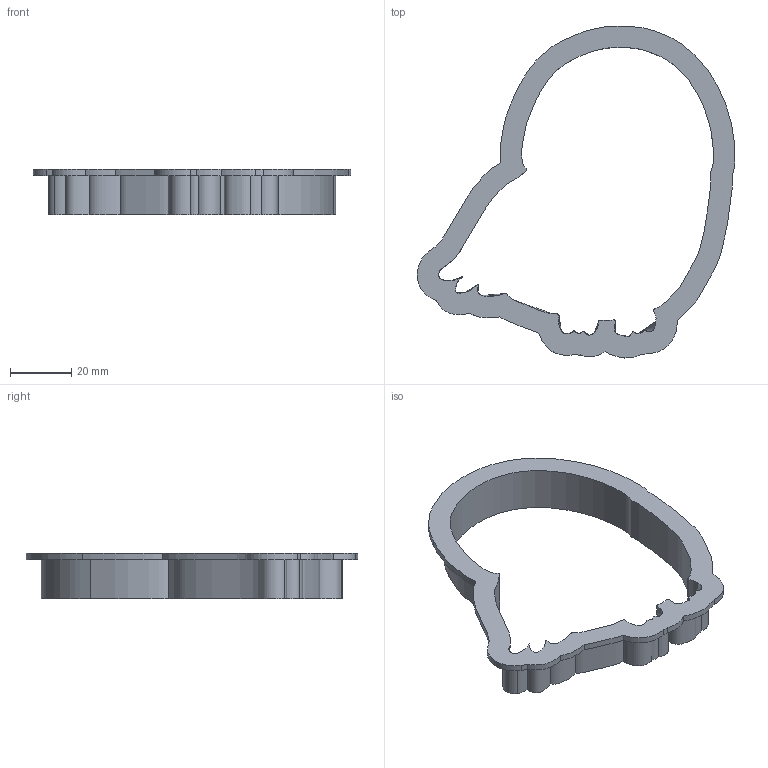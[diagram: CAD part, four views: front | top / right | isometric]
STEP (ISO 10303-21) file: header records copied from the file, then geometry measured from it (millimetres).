
FILE_DESCRIPTION(/* description */ ('STEP AP242','CAx-IF Rec.Pracs.---Representation and Presentation of Product Manufacturing Information (PMI)---4.0---2014-10-13','CAx-IF Rec.Pracs.---3D Tessellated Geometry---0.4---2014-09-14','2;1'),/* implementation_level */ '2;1');
FILE_NAME(/* name */ '683d2e3209687d4e84f06574',/* time_stamp */ '2025-06-02T04:53:07Z',/* author */ (''),/* organization */ (''),/* preprocessor_version */ 'ST-DEVELOPER v20',/* originating_system */ 'ONSHAPE BY PTC INC, 1.198',/* authorisation */ ' ');
FILE_SCHEMA (('AP242_MANAGED_MODEL_BASED_3D_ENGINEERING_MIM_LF { 1 0 10303 442 1 1 4 }'));
Length unit declared in the file: metre
Products named in the file (1): Part 1
Bounding box: 103.4 x 108.02 x 14.7 mm (x, y, z)
Volume: 4410.9 mm3; surface area: 13580.4 mm2
Topology: 1 solids, 1 shells, 33 faces, 90 edges, 60 vertices
Faces by surface type: bspline 27, cylinder 3, plane 3
Entity records: 4431 total; most frequent: CARTESIAN_POINT 3752, ORIENTED_EDGE 178, EDGE_CURVE 89, VERTEX_POINT 60, DIRECTION 55, B_SPLINE_CURVE_WITH_KNOTS 54, EDGE_LOOP 37, FACE_BOUND 37
